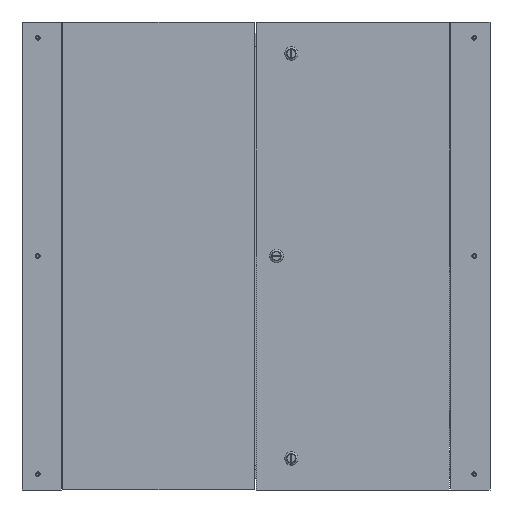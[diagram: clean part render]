
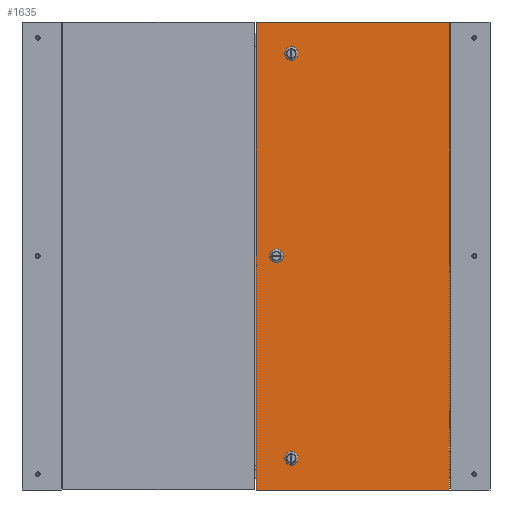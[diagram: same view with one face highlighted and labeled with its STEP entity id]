
A CAD part, front view. The second image highlights one B-rep face of the part: STEP entity #1635.
In plain terms, the highlighted planar face has unit normal (0, -1, 0).
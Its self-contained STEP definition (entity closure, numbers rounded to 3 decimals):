
#1635 = ADVANCED_FACE( '', ( #3356, #3357, #3358, #3359 ), #3360, .T. );
#3356 = FACE_BOUND( '', #16350, .T. );
#3357 = FACE_BOUND( '', #16351, .T. );
#3358 = FACE_BOUND( '', #16352, .T. );
#3359 = FACE_OUTER_BOUND( '', #16353, .T. );
#3360 = PLANE( '', #16354 );
#16350 = EDGE_LOOP( '', ( #36154, #36155, #36156, #36157 ) );
#16351 = EDGE_LOOP( '', ( #36158, #36159, #36160, #36161 ) );
#16352 = EDGE_LOOP( '', ( #36162, #36163, #36164, #36165 ) );
#16353 = EDGE_LOOP( '', ( #36166, #36167, #36168, #36169 ) );
#16354 = AXIS2_PLACEMENT_3D( '', #36170, #36171, #36172 );
#36154 = ORIENTED_EDGE( '', *, *, #39460, .F. );
#36155 = ORIENTED_EDGE( '', *, *, #40095, .F. );
#36156 = ORIENTED_EDGE( '', *, *, #39314, .F. );
#36157 = ORIENTED_EDGE( '', *, *, #40096, .F. );
#36158 = ORIENTED_EDGE( '', *, *, #40097, .F. );
#36159 = ORIENTED_EDGE( '', *, *, #39700, .F. );
#36160 = ORIENTED_EDGE( '', *, *, #40040, .F. );
#36161 = ORIENTED_EDGE( '', *, *, #39293, .F. );
#36162 = ORIENTED_EDGE( '', *, *, #40098, .F. );
#36163 = ORIENTED_EDGE( '', *, *, #40099, .F. );
#36164 = ORIENTED_EDGE( '', *, *, #39902, .F. );
#36165 = ORIENTED_EDGE( '', *, *, #40100, .F. );
#36166 = ORIENTED_EDGE( '', *, *, #39050, .T. );
#36167 = ORIENTED_EDGE( '', *, *, #40101, .T. );
#36168 = ORIENTED_EDGE( '', *, *, #40102, .T. );
#36169 = ORIENTED_EDGE( '', *, *, #40103, .T. );
#36170 = CARTESIAN_POINT( '', ( 0., 0., 0. ) );
#36171 = DIRECTION( '', ( 0., -1., 0. ) );
#36172 = DIRECTION( '', ( 0., 0., -1. ) );
#39050 = EDGE_CURVE( '', #41229, #41230, #41231, .T. );
#39293 = EDGE_CURVE( '', #41651, #41653, #41654, .T. );
#39314 = EDGE_CURVE( '', #41684, #41686, #41687, .T. );
#39460 = EDGE_CURVE( '', #41922, #41924, #41925, .T. );
#39700 = EDGE_CURVE( '', #42292, #42294, #42295, .T. );
#39902 = EDGE_CURVE( '', #42593, #42595, #42596, .T. );
#40040 = EDGE_CURVE( '', #41653, #42292, #42801, .T. );
#40095 = EDGE_CURVE( '', #41686, #41922, #42878, .T. );
#40096 = EDGE_CURVE( '', #41924, #41684, #42879, .T. );
#40097 = EDGE_CURVE( '', #42294, #41651, #42880, .T. );
#40098 = EDGE_CURVE( '', #42881, #42882, #42883, .T. );
#40099 = EDGE_CURVE( '', #42595, #42881, #42884, .T. );
#40100 = EDGE_CURVE( '', #42882, #42593, #42885, .T. );
#40101 = EDGE_CURVE( '', #41230, #42886, #42887, .T. );
#40102 = EDGE_CURVE( '', #42886, #42888, #42889, .T. );
#40103 = EDGE_CURVE( '', #42888, #41229, #42890, .T. );
#41229 = VERTEX_POINT( '', #44644 );
#41230 = VERTEX_POINT( '', #44645 );
#41231 = LINE( '', #44646, #44647 );
#41651 = VERTEX_POINT( '', #45424 );
#41653 = VERTEX_POINT( '', #45427 );
#41654 = LINE( '', #45428, #45429 );
#41684 = VERTEX_POINT( '', #45488 );
#41686 = VERTEX_POINT( '', #45491 );
#41687 = LINE( '', #45492, #45493 );
#41922 = VERTEX_POINT( '', #46055 );
#41924 = VERTEX_POINT( '', #46058 );
#41925 = LINE( '', #46059, #46060 );
#42292 = VERTEX_POINT( '', #46898 );
#42294 = VERTEX_POINT( '', #46901 );
#42295 = LINE( '', #46902, #46903 );
#42593 = VERTEX_POINT( '', #47646 );
#42595 = VERTEX_POINT( '', #47649 );
#42596 = CIRCLE( '', #47650, 9.716 );
#42801 = CIRCLE( '', #48039, 9.716 );
#42878 = CIRCLE( '', #48251, 9.716 );
#42879 = CIRCLE( '', #48252, 9.716 );
#42880 = CIRCLE( '', #48253, 9.716 );
#42881 = VERTEX_POINT( '', #48254 );
#42882 = VERTEX_POINT( '', #48255 );
#42883 = CIRCLE( '', #48256, 9.716 );
#42884 = LINE( '', #48257, #48258 );
#42885 = LINE( '', #48259, #48260 );
#42886 = VERTEX_POINT( '', #48261 );
#42887 = LINE( '', #48262, #48263 );
#42888 = VERTEX_POINT( '', #48264 );
#42889 = LINE( '', #48265, #48266 );
#42890 = LINE( '', #48267, #48268 );
#44644 = CARTESIAN_POINT( '', ( -165.1, 0., 400.05 ) );
#44645 = CARTESIAN_POINT( '', ( -165.1, 0., -400.05 ) );
#44646 = CARTESIAN_POINT( '', ( -165.1, 0., 400.05 ) );
#44647 = VECTOR( '', #50487, 1000. );
#45424 = CARTESIAN_POINT( '', ( 99.453, 0., -354.203 ) );
#45427 = CARTESIAN_POINT( '', ( 110.097, 0., -354.203 ) );
#45428 = CARTESIAN_POINT( '', ( 99.453, 0., -354.203 ) );
#45429 = VECTOR( '', #50800, 1000. );
#45488 = CARTESIAN_POINT( '', ( 99.453, 0., 337.947 ) );
#45491 = CARTESIAN_POINT( '', ( 110.097, 0., 337.947 ) );
#45492 = CARTESIAN_POINT( '', ( 99.453, 0., 337.947 ) );
#45493 = VECTOR( '', #50819, 1000. );
#46055 = CARTESIAN_POINT( '', ( 110.097, 0., 354.203 ) );
#46058 = CARTESIAN_POINT( '', ( 99.453, 0., 354.203 ) );
#46059 = CARTESIAN_POINT( '', ( 110.097, 0., 354.203 ) );
#46060 = VECTOR( '', #50967, 1000. );
#46898 = CARTESIAN_POINT( '', ( 110.097, 0., -337.947 ) );
#46901 = CARTESIAN_POINT( '', ( 99.453, 0., -337.947 ) );
#46902 = CARTESIAN_POINT( '', ( 99.453, 0., -337.947 ) );
#46903 = VECTOR( '', #51196, 1000. );
#47646 = CARTESIAN_POINT( '', ( 122.047, 0., -5.322 ) );
#47649 = CARTESIAN_POINT( '', ( 138.303, 0., -5.322 ) );
#47650 = AXIS2_PLACEMENT_3D( '', #51382, #51383, #51384 );
#48039 = AXIS2_PLACEMENT_3D( '', #51555, #51556, #51557 );
#48251 = AXIS2_PLACEMENT_3D( '', #51604, #51605, #51606 );
#48252 = AXIS2_PLACEMENT_3D( '', #51607, #51608, #51609 );
#48253 = AXIS2_PLACEMENT_3D( '', #51610, #51611, #51612 );
#48254 = CARTESIAN_POINT( '', ( 138.303, 0., 5.322 ) );
#48255 = CARTESIAN_POINT( '', ( 122.047, 0., 5.322 ) );
#48256 = AXIS2_PLACEMENT_3D( '', #51613, #51614, #51615 );
#48257 = CARTESIAN_POINT( '', ( 138.303, 0., 5.322 ) );
#48258 = VECTOR( '', #51616, 1000. );
#48259 = CARTESIAN_POINT( '', ( 122.047, 0., 5.322 ) );
#48260 = VECTOR( '', #51617, 1000. );
#48261 = CARTESIAN_POINT( '', ( 165.1, 0., -400.05 ) );
#48262 = CARTESIAN_POINT( '', ( -165.1, 0., -400.05 ) );
#48263 = VECTOR( '', #51618, 1000. );
#48264 = CARTESIAN_POINT( '', ( 165.1, 0., 400.05 ) );
#48265 = CARTESIAN_POINT( '', ( 165.1, 0., -400.05 ) );
#48266 = VECTOR( '', #51619, 1000. );
#48267 = CARTESIAN_POINT( '', ( 165.1, 0., 400.05 ) );
#48268 = VECTOR( '', #51620, 1000. );
#50487 = DIRECTION( '', ( 0., 0., -1. ) );
#50800 = DIRECTION( '', ( 1., 0., 0. ) );
#50819 = DIRECTION( '', ( 1., 0., 0. ) );
#50967 = DIRECTION( '', ( -1., 0., 0. ) );
#51196 = DIRECTION( '', ( -1., 0., 0. ) );
#51382 = CARTESIAN_POINT( '', ( 130.175, 0., 0. ) );
#51383 = DIRECTION( '', ( 0., -1., 0. ) );
#51384 = DIRECTION( '', ( 1., 0., 0. ) );
#51555 = CARTESIAN_POINT( '', ( 104.775, 0., -346.075 ) );
#51556 = DIRECTION( '', ( 0., -1., 0. ) );
#51557 = DIRECTION( '', ( 0., 0., 1. ) );
#51604 = CARTESIAN_POINT( '', ( 104.775, 0., 346.075 ) );
#51605 = DIRECTION( '', ( 0., -1., 0. ) );
#51606 = DIRECTION( '', ( 0., 0., -1. ) );
#51607 = CARTESIAN_POINT( '', ( 104.775, 0., 346.075 ) );
#51608 = DIRECTION( '', ( 0., -1., 0. ) );
#51609 = DIRECTION( '', ( 0., 0., -1. ) );
#51610 = CARTESIAN_POINT( '', ( 104.775, 0., -346.075 ) );
#51611 = DIRECTION( '', ( 0., -1., 0. ) );
#51612 = DIRECTION( '', ( 0., 0., 1. ) );
#51613 = CARTESIAN_POINT( '', ( 130.175, 0., 0. ) );
#51614 = DIRECTION( '', ( 0., -1., 0. ) );
#51615 = DIRECTION( '', ( 1., 0., 0. ) );
#51616 = DIRECTION( '', ( 0., 0., 1. ) );
#51617 = DIRECTION( '', ( 0., 0., -1. ) );
#51618 = DIRECTION( '', ( 1., 0., 0. ) );
#51619 = DIRECTION( '', ( 0., 0., 1. ) );
#51620 = DIRECTION( '', ( -1., 0., 0. ) );
